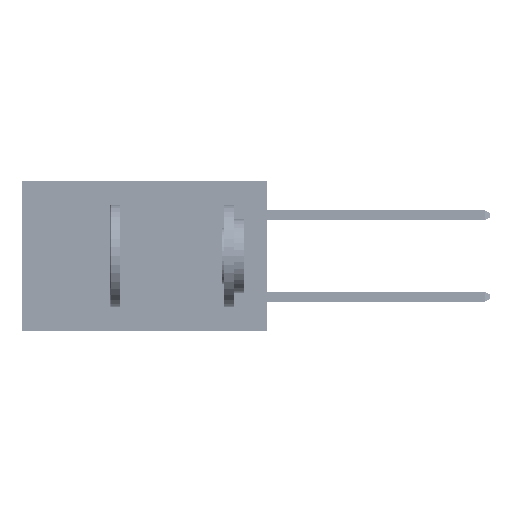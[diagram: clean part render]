
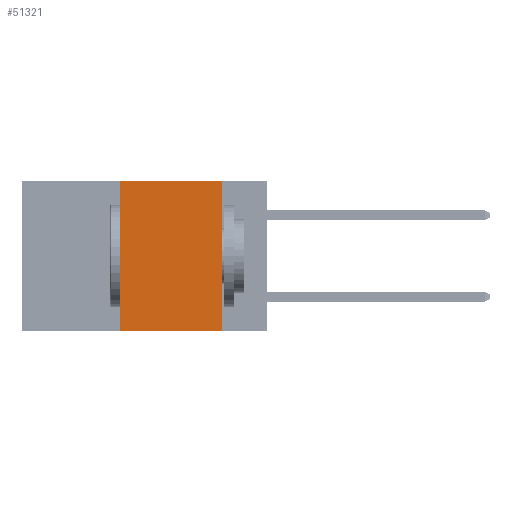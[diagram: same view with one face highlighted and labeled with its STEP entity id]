
A CAD part, left-side view. The second image highlights one B-rep face of the part: STEP entity #51321.
In plain terms, the highlighted planar face has unit normal (-1, 0, 0).
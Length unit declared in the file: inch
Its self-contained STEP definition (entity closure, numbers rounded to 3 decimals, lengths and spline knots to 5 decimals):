
#2257 = PLANE ( 'NONE',  #21952 ) ;
#5103 = DIRECTION ( 'NONE',  ( 0., 0., 1. ) ) ;
#5191 = LINE ( 'NONE', #33083, #36365 ) ;
#5202 = LINE ( 'NONE', #43517, #19160 ) ;
#7100 = DIRECTION ( 'NONE',  ( 0., 0., -1. ) ) ;
#8749 = DIRECTION ( 'NONE',  ( 0., -1., 0. ) ) ;
#9489 = FACE_OUTER_BOUND ( 'NONE', #17121, .T. ) ;
#12798 = EDGE_CURVE ( 'NONE', #38730, #26999, #50910, .T. ) ;
#15645 = LINE ( 'NONE', #17048, #38525 ) ;
#17048 = CARTESIAN_POINT ( 'NONE',  ( 0., 0.36, 0. ) ) ;
#17121 = EDGE_LOOP ( 'NONE', ( #19166, #50491, #34467, #50777 ) ) ;
#19160 = VECTOR ( 'NONE', #47235, 39.37008 ) ;
#19166 = ORIENTED_EDGE ( 'NONE', *, *, #20036, .F. ) ;
#19380 = CARTESIAN_POINT ( 'NONE',  ( 0., 0.6, 0. ) ) ;
#19593 = EDGE_CURVE ( 'NONE', #19610, #32438, #5191, .T. ) ;
#19610 = VERTEX_POINT ( 'NONE', #36815 ) ;
#20036 = EDGE_CURVE ( 'NONE', #32438, #26999, #5202, .T. ) ;
#20789 = CARTESIAN_POINT ( 'NONE',  ( 0., 0.11, 0. ) ) ;
#21952 = AXIS2_PLACEMENT_3D ( 'NONE', #19380, #27220, #7100 ) ;
#22896 = DIRECTION ( 'NONE',  ( 0., -1., 0. ) ) ;
#24966 = CARTESIAN_POINT ( 'NONE',  ( 0., 0.36, -0.37 ) ) ;
#26999 = VERTEX_POINT ( 'NONE', #36683 ) ;
#27220 = DIRECTION ( 'NONE',  ( 1., 0., 0. ) ) ;
#32438 = VERTEX_POINT ( 'NONE', #20789 ) ;
#33083 = CARTESIAN_POINT ( 'NONE',  ( 0., 0.6, 0. ) ) ;
#34467 = ORIENTED_EDGE ( 'NONE', *, *, #46490, .F. ) ;
#36365 = VECTOR ( 'NONE', #8749, 39.37008 ) ;
#36683 = CARTESIAN_POINT ( 'NONE',  ( 0., 0.11, -0.37 ) ) ;
#36815 = CARTESIAN_POINT ( 'NONE',  ( 0., 0.36, 0. ) ) ;
#38525 = VECTOR ( 'NONE', #5103, 39.37008 ) ;
#38730 = VERTEX_POINT ( 'NONE', #24966 ) ;
#43517 = CARTESIAN_POINT ( 'NONE',  ( 0., 0.11, 0. ) ) ;
#46490 = EDGE_CURVE ( 'NONE', #38730, #19610, #15645, .T. ) ;
#46508 = VECTOR ( 'NONE', #22896, 39.37008 ) ;
#47015 = CARTESIAN_POINT ( 'NONE',  ( 0., 0.6, -0.37 ) ) ;
#47235 = DIRECTION ( 'NONE',  ( 0., 0., -1. ) ) ;
#50491 = ORIENTED_EDGE ( 'NONE', *, *, #19593, .F. ) ;
#50777 = ORIENTED_EDGE ( 'NONE', *, *, #12798, .T. ) ;
#50910 = LINE ( 'NONE', #47015, #46508 ) ;
#51321 = ADVANCED_FACE ( 'NONE', ( #9489 ), #2257, .F. ) ;
